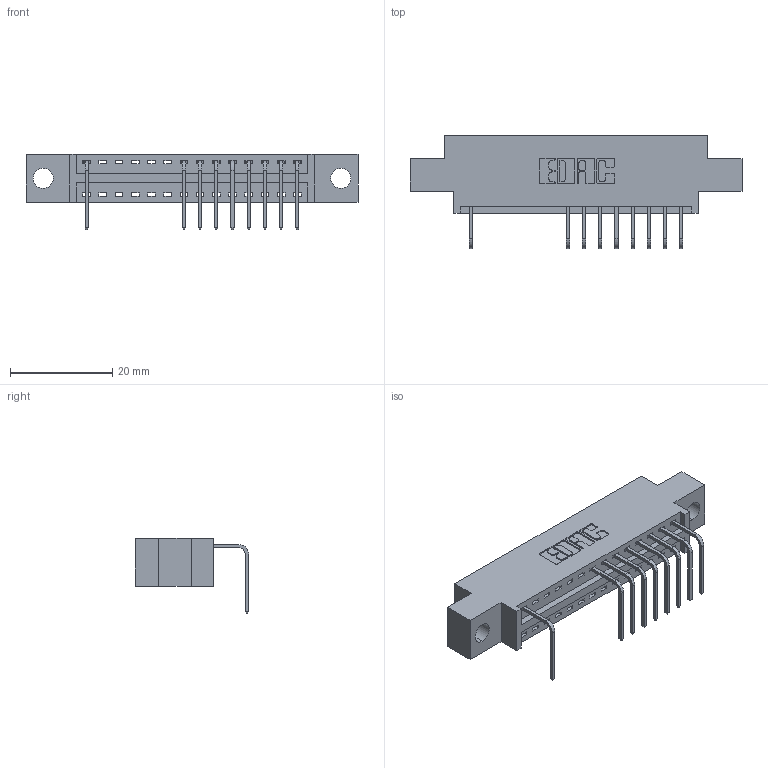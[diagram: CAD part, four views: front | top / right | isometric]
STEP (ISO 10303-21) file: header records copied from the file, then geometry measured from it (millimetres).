
FILE_DESCRIPTION (( 'STEP AP203' ), '1' );
FILE_NAME ('346-014-558-604.STEP', '2018-08-20T01:55:38', ( '' ), ( '' ), 'SwSTEP 2.0', 'SolidWorks 2016', '' );
FILE_SCHEMA (( 'CONFIG_CONTROL_DESIGN' ));
Length unit declared in the file: inch
Products named in the file (3): 346 Part_0.170 Offset - 0.156 Dia-TH; 345-292-001_558 Tail - 2; 346-014-558-604
Assembly tree (10 placements, depth 2):
  346-014-558-604
    346 Part_0.170 Offset - 0.156 Dia-TH
    345-292-001_558 Tail - 2  x9
Bounding box: 65.02 x 22.16 x 14.73 mm (x, y, z)
Volume: 5761.7 mm3; surface area: 6735.7 mm2
Topology: 10 solids, 10 shells, 726 faces, 2189 edges, 1446 vertices
Faces by surface type: plane 508, cylinder 218
Entity records: 12517 total; most frequent: CARTESIAN_POINT 2185, ORIENTED_EDGE 2138, DIRECTION 1955, EDGE_CURVE 1069, VECTOR 881, LINE 881, VERTEX_POINT 710, AXIS2_PLACEMENT_3D 537
